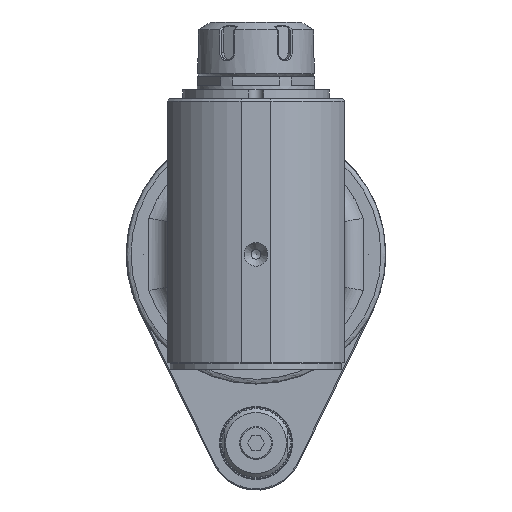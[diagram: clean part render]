
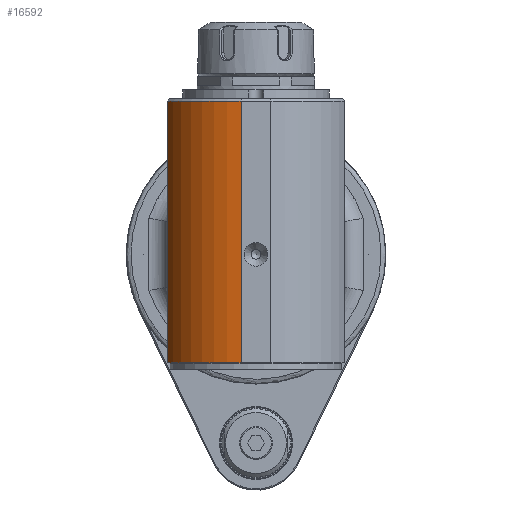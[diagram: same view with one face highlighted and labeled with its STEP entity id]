
A CAD part, front view. The second image highlights one B-rep face of the part: STEP entity #16592.
In plain terms, the highlighted cylindrical face has radius 40 mm (diameter 80 mm), a partial arc.
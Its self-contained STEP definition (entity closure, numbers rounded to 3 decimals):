
#1199=CIRCLE('',#17681,40.);
#1424=CIRCLE('',#18244,40.);
#1716=CYLINDRICAL_SURFACE('',#18243,40.);
#2506=FACE_OUTER_BOUND('',#3530,.T.);
#3530=EDGE_LOOP('',(#14495,#14496,#14497,#14498));
#4413=LINE('',#26821,#5735);
#4879=LINE('',#29688,#6201);
#5735=VECTOR('',#20888,10.);
#6201=VECTOR('',#22526,111.);
#7143=VERTEX_POINT('',#26810);
#7147=VERTEX_POINT('',#26819);
#7192=VERTEX_POINT('',#26945);
#7715=VERTEX_POINT('',#29686);
#9169=EDGE_CURVE('',#7143,#7147,#4413,.T.);
#9220=EDGE_CURVE('',#7147,#7192,#1199,.T.);
#10020=EDGE_CURVE('',#7715,#7143,#1424,.T.);
#10021=EDGE_CURVE('',#7715,#7192,#4879,.T.);
#14495=ORIENTED_EDGE('',*,*,#10020,.T.);
#14496=ORIENTED_EDGE('',*,*,#9169,.T.);
#14497=ORIENTED_EDGE('',*,*,#9220,.T.);
#14498=ORIENTED_EDGE('',*,*,#10021,.F.);
#16592=ADVANCED_FACE('',(#2506),#1716,.T.);
#17681=AXIS2_PLACEMENT_3D('',#26947,#20962,#20963);
#18243=AXIS2_PLACEMENT_3D('',#29685,#22522,#22523);
#18244=AXIS2_PLACEMENT_3D('',#29687,#22524,#22525);
#20888=DIRECTION('',(0.,0.,-1.));
#20962=DIRECTION('center_axis',(0.,0.,1.));
#20963=DIRECTION('ref_axis',(-0.937,-0.348,0.));
#22522=DIRECTION('center_axis',(0.,0.,-1.));
#22523=DIRECTION('ref_axis',(-1.,0.,0.));
#22524=DIRECTION('center_axis',(0.,0.,-1.));
#22525=DIRECTION('ref_axis',(-0.158,-0.988,0.));
#22526=DIRECTION('',(0.,0.,-1.));
#26810=CARTESIAN_POINT('',(-37.5,-11.919,65.));
#26819=CARTESIAN_POINT('',(-37.5,-11.919,-46.));
#26821=CARTESIAN_POINT('',(-37.5,-11.919,66.));
#26945=CARTESIAN_POINT('',(-6.305,-37.5,-46.));
#26947=CARTESIAN_POINT('Origin',(0.,2.,-46.));
#29685=CARTESIAN_POINT('Origin',(0.,2.,66.));
#29686=CARTESIAN_POINT('',(-6.305,-37.5,65.));
#29687=CARTESIAN_POINT('Origin',(0.,2.,65.));
#29688=CARTESIAN_POINT('',(-6.305,-37.5,65.));
